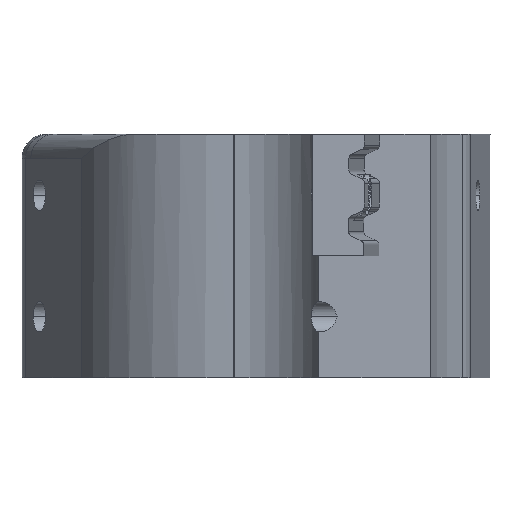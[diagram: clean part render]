
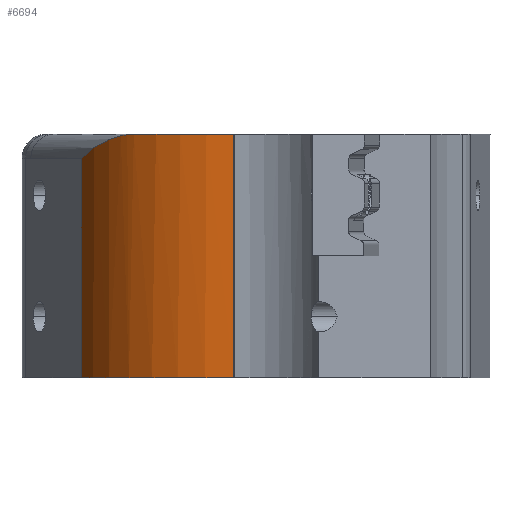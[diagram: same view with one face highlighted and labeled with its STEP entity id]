
A CAD part, left-side view. The second image highlights one B-rep face of the part: STEP entity #6694.
In plain terms, the highlighted cylindrical face has radius 14.375 mm (diameter 28.75 mm), a partial arc.
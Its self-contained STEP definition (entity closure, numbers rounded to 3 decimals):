
#661 = CARTESIAN_POINT ( 'NONE',  ( -1.078, 9.281, 20. ) ) ;
#1056 = CARTESIAN_POINT ( 'NONE',  ( -0.184, 10.268, 19.917 ) ) ;
#1126 = VERTEX_POINT ( 'NONE', #661 ) ;
#1161 = CARTESIAN_POINT ( 'NONE',  ( 5.166, 13.583, 18. ) ) ;
#1727 = EDGE_CURVE ( 'NONE', #16680, #17493, #4860, .T. ) ;
#2563 = CARTESIAN_POINT ( 'NONE',  ( 4.872, 13.478, 18.117 ) ) ;
#2608 = CARTESIAN_POINT ( 'NONE',  ( 9.912, 0.014, 0. ) ) ;
#3428 = ORIENTED_EDGE ( 'NONE', *, *, #6480, .F. ) ;
#3657 = VERTEX_POINT ( 'NONE', #18134 ) ;
#3711 = CARTESIAN_POINT ( 'NONE',  ( -4.424, 1.074, 20. ) ) ;
#3877 = CARTESIAN_POINT ( 'NONE',  ( 9.912, 0.014, 20. ) ) ;
#3989 = ORIENTED_EDGE ( 'NONE', *, *, #14598, .F. ) ;
#4274 = CARTESIAN_POINT ( 'NONE',  ( 2.352, 12.257, 19.118 ) ) ;
#4595 = CARTESIAN_POINT ( 'NONE',  ( 4.437, 13.307, 18.29 ) ) ;
#4860 = LINE ( 'NONE', #8167, #4865 ) ;
#4865 = VECTOR ( 'NONE', #16546, 1000. ) ;
#5652 = EDGE_CURVE ( 'NONE', #1126, #16680, #17486, .T. ) ;
#5776 = CARTESIAN_POINT ( 'NONE',  ( 4.581, 13.365, 18.233 ) ) ;
#6480 = EDGE_CURVE ( 'NONE', #3657, #1126, #19256, .T. ) ;
#6694 = ADVANCED_FACE ( 'NONE', ( #16283 ), #21206, .T. ) ;
#7585 = CARTESIAN_POINT ( 'NONE',  ( -1.078, 9.281, 20. ) ) ;
#8167 = CARTESIAN_POINT ( 'NONE',  ( -4.424, 1.074, 20. ) ) ;
#8342 = ORIENTED_EDGE ( 'NONE', *, *, #5652, .F. ) ;
#9087 = CARTESIAN_POINT ( 'NONE',  ( 3.725, 12.994, 18.575 ) ) ;
#9127 = DIRECTION ( 'NONE',  ( -1., 0., 0. ) ) ;
#10688 = CARTESIAN_POINT ( 'NONE',  ( 2.891, 12.574, 18.907 ) ) ;
#11014 = CARTESIAN_POINT ( 'NONE',  ( 1.302, 11.543, 19.497 ) ) ;
#11520 = DIRECTION ( 'NONE',  ( 0., 0., 1. ) ) ;
#11653 = DIRECTION ( 'NONE',  ( 0., 0., 1. ) ) ;
#12312 = CARTESIAN_POINT ( 'NONE',  ( 4.007, 13.124, 18.462 ) ) ;
#12421 = CARTESIAN_POINT ( 'NONE',  ( 0.787, 11.141, 19.667 ) ) ;
#13165 = DIRECTION ( 'NONE',  ( 1., 0., 0. ) ) ;
#13626 = CARTESIAN_POINT ( 'NONE',  ( 5.166, 13.583, 0. ) ) ;
#14062 = AXIS2_PLACEMENT_3D ( 'NONE', #16178, #11653, #13165 ) ;
#14246 = CIRCLE ( 'NONE', #16662, 14.375 ) ;
#14392 = AXIS2_PLACEMENT_3D ( 'NONE', #3877, #15455, #15247 ) ;
#14598 = EDGE_CURVE ( 'NONE', #17493, #20173, #14246, .T. ) ;
#14963 = LINE ( 'NONE', #19676, #16288 ) ;
#15247 = DIRECTION ( 'NONE',  ( 1., 0., 0. ) ) ;
#15455 = DIRECTION ( 'NONE',  ( 0., 0., 1. ) ) ;
#16143 = ORIENTED_EDGE ( 'NONE', *, *, #19438, .F. ) ;
#16178 = CARTESIAN_POINT ( 'NONE',  ( 9.912, 0.014, 20. ) ) ;
#16283 = FACE_OUTER_BOUND ( 'NONE', #17014, .T. ) ;
#16288 = VECTOR ( 'NONE', #11520, 1000. ) ;
#16546 = DIRECTION ( 'NONE',  ( 0., 0., -1. ) ) ;
#16662 = AXIS2_PLACEMENT_3D ( 'NONE', #2608, #19005, #9127 ) ;
#16680 = VERTEX_POINT ( 'NONE', #3711 ) ;
#17014 = EDGE_LOOP ( 'NONE', ( #3989, #17145, #8342, #3428, #16143 ) ) ;
#17145 = ORIENTED_EDGE ( 'NONE', *, *, #1727, .F. ) ;
#17486 = CIRCLE ( 'NONE', #14392, 14.375 ) ;
#17493 = VERTEX_POINT ( 'NONE', #20554 ) ;
#18134 = CARTESIAN_POINT ( 'NONE',  ( 5.166, 13.583, 18. ) ) ;
#18846 = CARTESIAN_POINT ( 'NONE',  ( 5.02, 13.532, 18.058 ) ) ;
#19005 = DIRECTION ( 'NONE',  ( 0., 0., -1. ) ) ;
#19174 = CARTESIAN_POINT ( 'NONE',  ( -0.644, 9.796, 20. ) ) ;
#19256 = B_SPLINE_CURVE_WITH_KNOTS ( 'NONE', 3,
 ( #1161, #18846, #2563, #5776, #4595, #12312, #9087, #10688, #4274, #11014, #12421, #1056, #19174, #7585 ),
 .UNSPECIFIED., .F., .F.,
 ( 4, 2, 2, 2, 2, 2, 4 ),
 ( 0., 0., 0.001, 0.002, 0.004, 0.006, 0.008 ),
 .UNSPECIFIED. ) ;
#19438 = EDGE_CURVE ( 'NONE', #20173, #3657, #14963, .T. ) ;
#19676 = CARTESIAN_POINT ( 'NONE',  ( 5.166, 13.583, 20. ) ) ;
#20173 = VERTEX_POINT ( 'NONE', #13626 ) ;
#20554 = CARTESIAN_POINT ( 'NONE',  ( -4.424, 1.074, 0. ) ) ;
#21206 = CYLINDRICAL_SURFACE ( 'NONE', #14062, 14.375 ) ;
